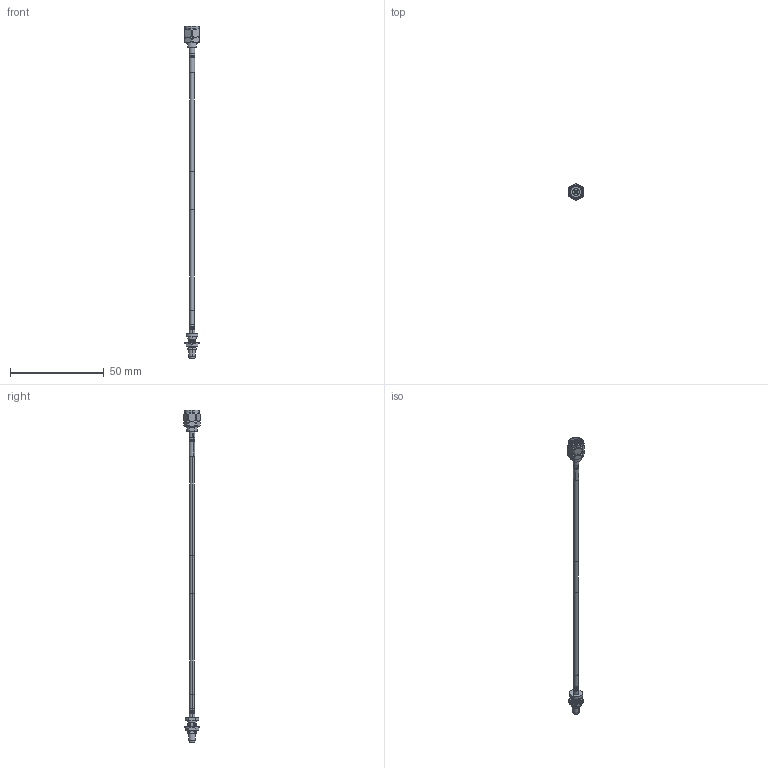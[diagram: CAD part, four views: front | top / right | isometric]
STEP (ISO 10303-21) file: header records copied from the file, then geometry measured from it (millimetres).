
FILE_DESCRIPTION (( 'STEP AP214' ), '1' );
FILE_NAME ('FMCA100352_3D.step', '2025-11-11T18:12:49', ( '' ), ( '' ), 'SwSTEP 2.0', 'SolidWorks 2025', '' );
FILE_SCHEMA (( 'AUTOMOTIVE_DESIGN' ));
Length unit declared in the file: inch
Products named in the file (6): Copy (2) of HEAT SHRINK^FMCA100352; FMCA100352_3D; PE45413; PE-SR405FL_WITH LABEL; Copy of HEAT SHRINK^FMCA100352; PE5137
Assembly tree (5 placements, depth 2):
  FMCA100352_3D
    PE-SR405FL_WITH LABEL
    PE45413
    PE5137
    Copy of HEAT SHRINK^FMCA100352
    Copy (2) of HEAT SHRINK^FMCA100352
Bounding box: 7.92 x 8.88 x 177.1 mm (x, y, z)
Volume: 1189.8 mm3; surface area: 2794.6 mm2
Topology: 10 solids, 10 shells, 413 faces, 1046 edges, 673 vertices
Faces by surface type: cylinder 181, plane 122, cone 55, bspline 31, torus 24
Entity records: 21510 total; most frequent: CARTESIAN_POINT 11569, ORIENTED_EDGE 2092, DIRECTION 1929, EDGE_CURVE 1046, AXIS2_PLACEMENT_3D 750, VERTEX_POINT 673, EDGE_LOOP 455, LINE 429
